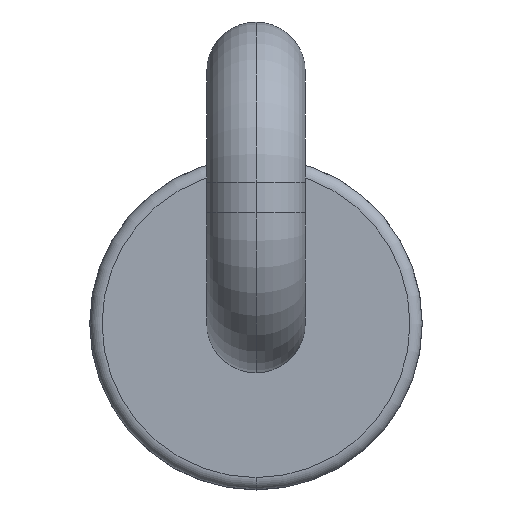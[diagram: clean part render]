
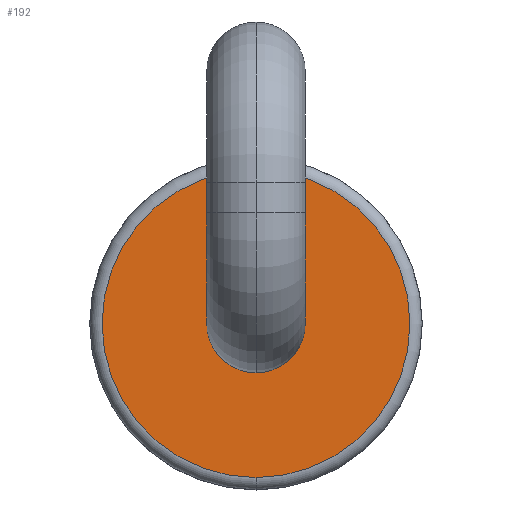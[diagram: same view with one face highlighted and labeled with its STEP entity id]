
A CAD part, left-side view. The second image highlights one B-rep face of the part: STEP entity #192.
In plain terms, the highlighted planar face has unit normal (-1, 0, 0).
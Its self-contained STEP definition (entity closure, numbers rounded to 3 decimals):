
#100 = EDGE_CURVE ( 'NONE', #209, #101, #665, .T. ) ;
#101 = VERTEX_POINT ( 'NONE', #646 ) ;
#153 = EDGE_CURVE ( 'NONE', #101, #209, #791, .T. ) ;
#157 = ORIENTED_EDGE ( 'NONE', *, *, #100, .F. ) ;
#167 = ORIENTED_EDGE ( 'NONE', *, *, #153, .F. ) ;
#188 = VERTEX_POINT ( 'NONE', #835 ) ;
#189 = VERTEX_POINT ( 'NONE', #834 ) ;
#192 = ADVANCED_FACE ( 'NONE', ( #954, #985 ), #950, .T. ) ;
#209 = VERTEX_POINT ( 'NONE', #913 ) ;
#217 = EDGE_CURVE ( 'NONE', #189, #188, #606, .T. ) ;
#239 = EDGE_LOOP ( 'NONE', ( #240, #241 ) ) ;
#240 = ORIENTED_EDGE ( 'NONE', *, *, #217, .T. ) ;
#241 = ORIENTED_EDGE ( 'NONE', *, *, #242, .T. ) ;
#242 = EDGE_CURVE ( 'NONE', #188, #189, #1019, .T. ) ;
#243 = EDGE_LOOP ( 'NONE', ( #167, #157 ) ) ;
#601 = DIRECTION ( 'NONE',  ( -1., 0., 0. ) ) ;
#602 = CARTESIAN_POINT ( 'NONE',  ( -2.6, 0., -1.35 ) ) ;
#605 = AXIS2_PLACEMENT_3D ( 'NONE', #602, #601, #607 ) ;
#606 = CIRCLE ( 'NONE', #605, 1.25 ) ;
#607 = DIRECTION ( 'NONE',  ( 0., 0., 1. ) ) ;
#646 = CARTESIAN_POINT ( 'NONE',  ( -2.6, 0., -1.75 ) ) ;
#647 = DIRECTION ( 'NONE',  ( 0., 0., 1. ) ) ;
#662 = DIRECTION ( 'NONE',  ( -1., 0., 0. ) ) ;
#663 = CARTESIAN_POINT ( 'NONE',  ( -2.6, 0., -1.35 ) ) ;
#664 = AXIS2_PLACEMENT_3D ( 'NONE', #663, #662, #647 ) ;
#665 = CIRCLE ( 'NONE', #664, 0.4 ) ;
#787 = DIRECTION ( 'NONE',  ( 0., 0., 1. ) ) ;
#788 = DIRECTION ( 'NONE',  ( -1., 0., 0. ) ) ;
#789 = CARTESIAN_POINT ( 'NONE',  ( -2.6, 0., -1.35 ) ) ;
#790 = AXIS2_PLACEMENT_3D ( 'NONE', #789, #788, #787 ) ;
#791 = CIRCLE ( 'NONE', #790, 0.4 ) ;
#834 = CARTESIAN_POINT ( 'NONE',  ( -2.6, 0., -0.1 ) ) ;
#835 = CARTESIAN_POINT ( 'NONE',  ( -2.6, 0., -2.6 ) ) ;
#913 = CARTESIAN_POINT ( 'NONE',  ( -2.6, 0., -0.95 ) ) ;
#929 = DIRECTION ( 'NONE',  ( 0., 0., 1. ) ) ;
#930 = DIRECTION ( 'NONE',  ( -1., 0., 0. ) ) ;
#950 = PLANE ( 'NONE',  #956 ) ;
#954 = FACE_OUTER_BOUND ( 'NONE', #239, .T. ) ;
#956 = AXIS2_PLACEMENT_3D ( 'NONE', #957, #930, #929 ) ;
#957 = CARTESIAN_POINT ( 'NONE',  ( -2.6, 0., -2.7 ) ) ;
#985 = FACE_BOUND ( 'NONE', #243, .T. ) ;
#1011 = CARTESIAN_POINT ( 'NONE',  ( -2.6, 0., -1.35 ) ) ;
#1016 = DIRECTION ( 'NONE',  ( 0., 0., 1. ) ) ;
#1017 = DIRECTION ( 'NONE',  ( -1., 0., 0. ) ) ;
#1018 = AXIS2_PLACEMENT_3D ( 'NONE', #1011, #1017, #1016 ) ;
#1019 = CIRCLE ( 'NONE', #1018, 1.25 ) ;
